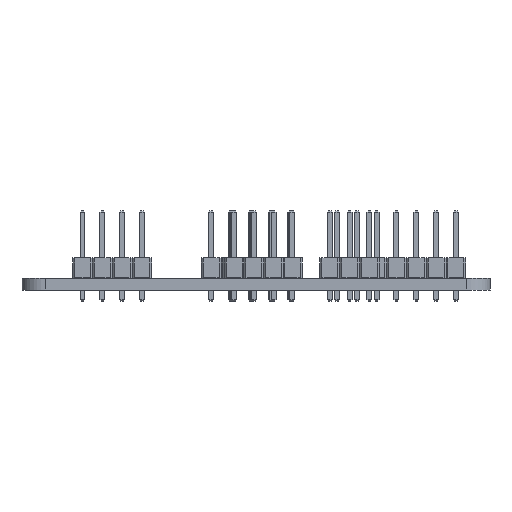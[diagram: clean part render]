
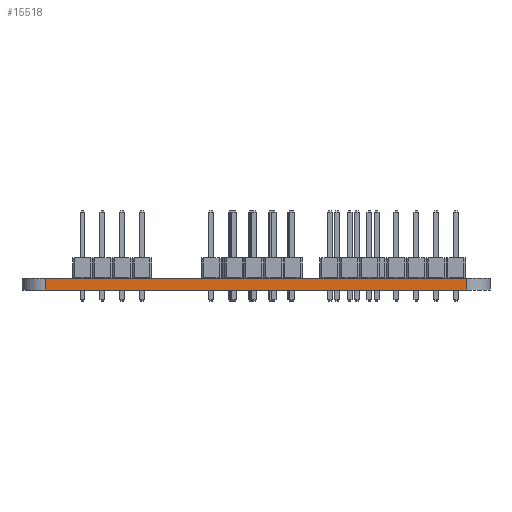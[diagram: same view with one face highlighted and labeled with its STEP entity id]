
A CAD part, left-side view. The second image highlights one B-rep face of the part: STEP entity #15518.
In plain terms, the highlighted planar face has unit normal (-1, 0, 0).
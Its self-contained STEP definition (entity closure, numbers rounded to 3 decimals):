
#13407 = VERTEX_POINT('',#13408);
#13408 = CARTESIAN_POINT('',(137.644,-96.825,0.));
#13415 = EDGE_CURVE('',#13416,#13407,#13418,.T.);
#13416 = VERTEX_POINT('',#13417);
#13417 = CARTESIAN_POINT('',(137.644,-150.825,0.));
#13418 = LINE('',#13419,#13420);
#13419 = CARTESIAN_POINT('',(137.644,-150.825,0.));
#13420 = VECTOR('',#13421,1.);
#13421 = DIRECTION('',(0.,1.,0.));
#14449 = VERTEX_POINT('',#14450);
#14450 = CARTESIAN_POINT('',(137.644,-96.825,1.51));
#14457 = EDGE_CURVE('',#14458,#14449,#14460,.T.);
#14458 = VERTEX_POINT('',#14459);
#14459 = CARTESIAN_POINT('',(137.644,-150.825,1.51));
#14460 = LINE('',#14461,#14462);
#14461 = CARTESIAN_POINT('',(137.644,-150.825,1.51));
#14462 = VECTOR('',#14463,1.);
#14463 = DIRECTION('',(0.,1.,0.));
#15488 = EDGE_CURVE('',#13407,#14449,#15489,.T.);
#15489 = LINE('',#15490,#15491);
#15490 = CARTESIAN_POINT('',(137.644,-96.825,0.));
#15491 = VECTOR('',#15492,1.);
#15492 = DIRECTION('',(0.,0.,1.));
#15518 = ADVANCED_FACE('',(#15519),#15530,.T.);
#15519 = FACE_BOUND('',#15520,.T.);
#15520 = EDGE_LOOP('',(#15521,#15527,#15528,#15529));
#15521 = ORIENTED_EDGE('',*,*,#15522,.T.);
#15522 = EDGE_CURVE('',#13416,#14458,#15523,.T.);
#15523 = LINE('',#15524,#15525);
#15524 = CARTESIAN_POINT('',(137.644,-150.825,0.));
#15525 = VECTOR('',#15526,1.);
#15526 = DIRECTION('',(0.,0.,1.));
#15527 = ORIENTED_EDGE('',*,*,#14457,.T.);
#15528 = ORIENTED_EDGE('',*,*,#15488,.F.);
#15529 = ORIENTED_EDGE('',*,*,#13415,.F.);
#15530 = PLANE('',#15531);
#15531 = AXIS2_PLACEMENT_3D('',#15532,#15533,#15534);
#15532 = CARTESIAN_POINT('',(137.644,-150.825,0.));
#15533 = DIRECTION('',(-1.,0.,0.));
#15534 = DIRECTION('',(0.,1.,0.));
